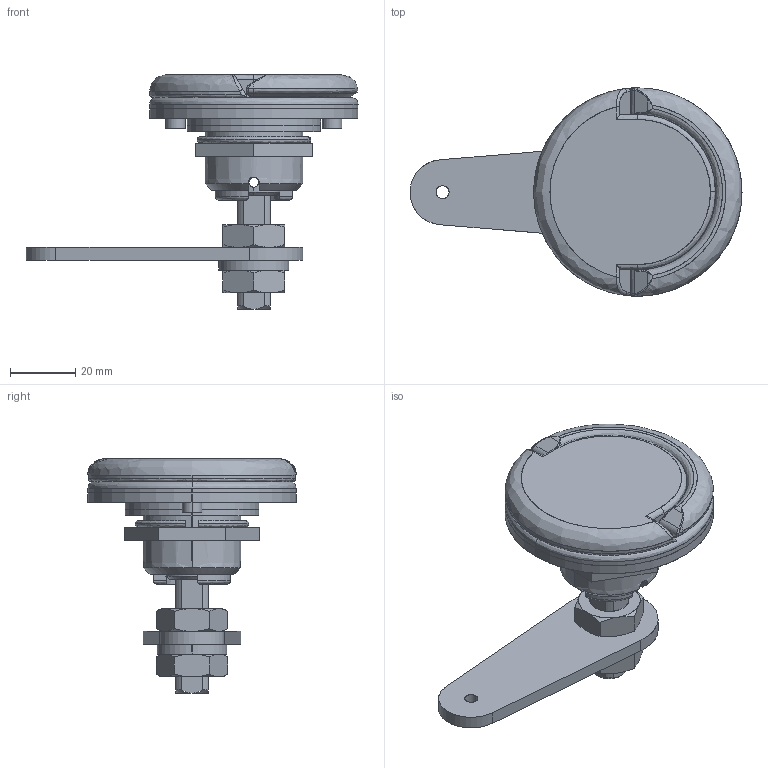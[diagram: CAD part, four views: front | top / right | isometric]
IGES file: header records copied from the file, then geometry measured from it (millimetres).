
Start section: SolidWorks IGES file using analytic representation for surfaces
Global section: file name: A-1288-2-2.IGS; native system: SolidWorks 2014; preprocessor: SolidWorks 2014; author: 1337yo; date: 170807.160235; units: millimetre
Bounding box: 102 x 64 x 72 mm (x, y, z)
Surface area: 44504.3 mm2 (no closed solid volume)
Topology: 0 solids, 0 shells, 311 faces, 5514 edges, 5509 vertices
Faces by surface type: bspline 156, revolution 155
